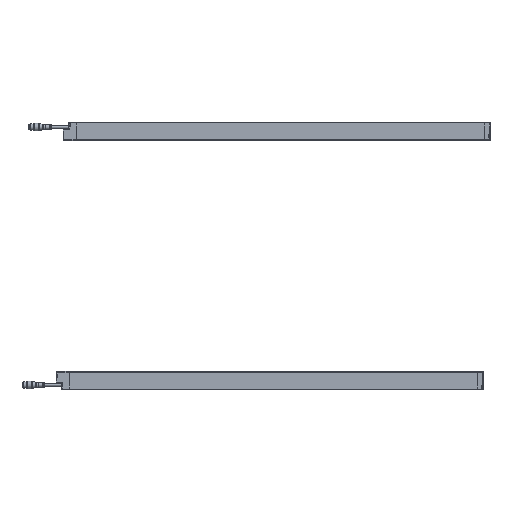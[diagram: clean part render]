
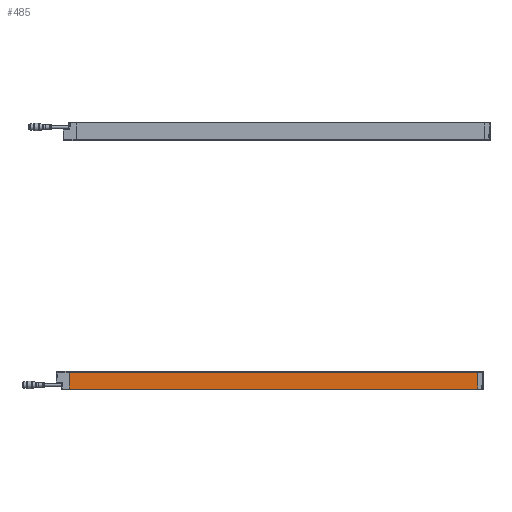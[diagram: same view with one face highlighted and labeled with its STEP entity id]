
A CAD part, left-side view. The second image highlights one B-rep face of the part: STEP entity #485.
In plain terms, the highlighted planar face has unit normal (-1, 0, 0).
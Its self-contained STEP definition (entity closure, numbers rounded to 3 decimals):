
#485 = ADVANCED_FACE( '', ( #1256 ), #1257, .T. );
#1256 = FACE_OUTER_BOUND( '', #2663, .T. );
#1257 = PLANE( '', #2664 );
#2663 = EDGE_LOOP( '', ( #4980, #4981, #4982, #4983 ) );
#2664 = AXIS2_PLACEMENT_3D( '', #4984, #4985, #4986 );
#4980 = ORIENTED_EDGE( '', *, *, #9185, .F. );
#4981 = ORIENTED_EDGE( '', *, *, #9224, .F. );
#4982 = ORIENTED_EDGE( '', *, *, #9178, .T. );
#4983 = ORIENTED_EDGE( '', *, *, #9223, .T. );
#4984 = CARTESIAN_POINT( '', ( -10., 135., 30.597 ) );
#4985 = DIRECTION( '', ( -1., 0., 0. ) );
#4986 = DIRECTION( '', ( 0., 0., 1. ) );
#9178 = EDGE_CURVE( '', #10631, #10629, #10632, .T. );
#9185 = EDGE_CURVE( '', #10641, #10643, #10644, .T. );
#9223 = EDGE_CURVE( '', #10629, #10643, #10707, .T. );
#9224 = EDGE_CURVE( '', #10631, #10641, #10708, .T. );
#10629 = VERTEX_POINT( '', #12895 );
#10631 = VERTEX_POINT( '', #12897 );
#10632 = LINE( '', #12898, #12899 );
#10641 = VERTEX_POINT( '', #12911 );
#10643 = VERTEX_POINT( '', #12913 );
#10644 = LINE( '', #12914, #12915 );
#10707 = LINE( '', #13003, #13004 );
#10708 = LINE( '', #13005, #13006 );
#12895 = CARTESIAN_POINT( '', ( -10., 774., -1.403 ) );
#12897 = CARTESIAN_POINT( '', ( -10., 774., 30.597 ) );
#12898 = CARTESIAN_POINT( '', ( -10., 774., 30.597 ) );
#12899 = VECTOR( '', #15998, 1000. );
#12911 = CARTESIAN_POINT( '', ( -10., 0., 30.597 ) );
#12913 = CARTESIAN_POINT( '', ( -10., 0., -1.403 ) );
#12914 = CARTESIAN_POINT( '', ( -10., 0., 30.597 ) );
#12915 = VECTOR( '', #16011, 1000. );
#13003 = CARTESIAN_POINT( '', ( -10., 135., -1.403 ) );
#13004 = VECTOR( '', #16073, 1000. );
#13005 = CARTESIAN_POINT( '', ( -10., 135., 30.597 ) );
#13006 = VECTOR( '', #16074, 1000. );
#15998 = DIRECTION( '', ( 0., 0., -1. ) );
#16011 = DIRECTION( '', ( 0., 0., -1. ) );
#16073 = DIRECTION( '', ( 0., -1., 0. ) );
#16074 = DIRECTION( '', ( 0., -1., 0. ) );
